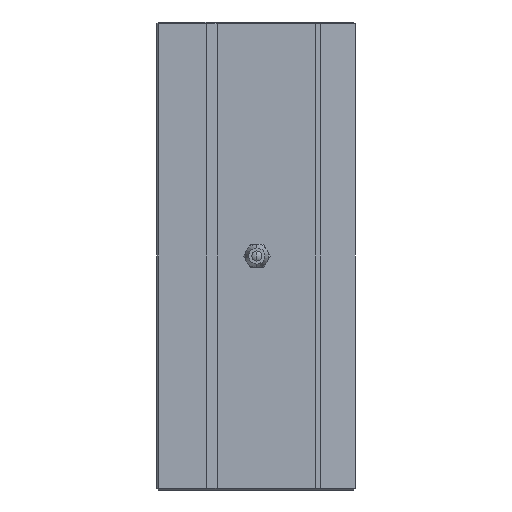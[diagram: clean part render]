
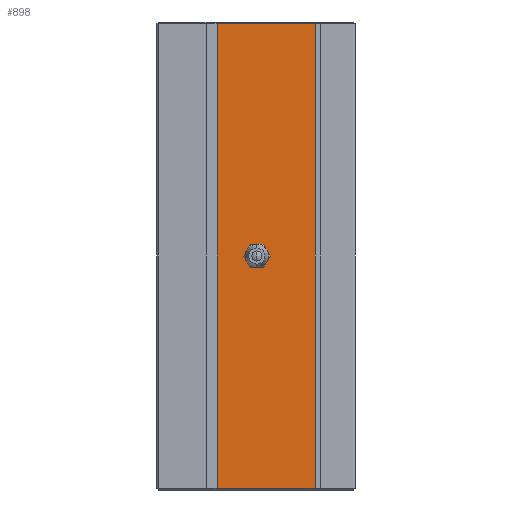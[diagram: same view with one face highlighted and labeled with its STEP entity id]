
A CAD part, left-side view. The second image highlights one B-rep face of the part: STEP entity #898.
In plain terms, the highlighted planar face has unit normal (-1, 0, 0).
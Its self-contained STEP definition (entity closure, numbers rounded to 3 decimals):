
#52 = CARTESIAN_POINT ( 'NONE',  ( -35.9, -17.5, -69.5 ) ) ;
#159 = CARTESIAN_POINT ( 'NONE',  ( -35.9, 11.9, 69.5 ) ) ;
#175 = AXIS2_PLACEMENT_3D ( 'NONE', #329, #1491, #901 ) ;
#187 = VERTEX_POINT ( 'NONE', #3555 ) ;
#295 = DIRECTION ( 'NONE',  ( 0., 0., 1. ) ) ;
#316 = DIRECTION ( 'NONE',  ( 0., 0., 1. ) ) ;
#329 = CARTESIAN_POINT ( 'NONE',  ( -35.9, 11.9, 70. ) ) ;
#446 = ORIENTED_EDGE ( 'NONE', *, *, #2490, .T. ) ;
#620 = PLANE ( 'NONE',  #175 ) ;
#675 = DIRECTION ( 'NONE',  ( 0., 0., -1. ) ) ;
#689 = CARTESIAN_POINT ( 'NONE',  ( -35.9, 11.9, 70. ) ) ;
#805 = ORIENTED_EDGE ( 'NONE', *, *, #1233, .T. ) ;
#812 = CARTESIAN_POINT ( 'NONE',  ( -35.9, 0., 0. ) ) ;
#838 = VERTEX_POINT ( 'NONE', #1450 ) ;
#898 = ADVANCED_FACE ( 'NONE', ( #1891, #3235 ), #620, .F. ) ;
#901 = DIRECTION ( 'NONE',  ( 0., 1., 0. ) ) ;
#909 = VECTOR ( 'NONE', #1433, 1000. ) ;
#926 = VERTEX_POINT ( 'NONE', #52 ) ;
#949 = DIRECTION ( 'NONE',  ( 0., 0., 1. ) ) ;
#1001 = DIRECTION ( 'NONE',  ( -1., 0., 0. ) ) ;
#1233 = EDGE_CURVE ( 'NONE', #2156, #926, #2399, .T. ) ;
#1286 = CARTESIAN_POINT ( 'NONE',  ( -35.9, 11.9, 69.5 ) ) ;
#1308 = ORIENTED_EDGE ( 'NONE', *, *, #3620, .T. ) ;
#1325 = EDGE_LOOP ( 'NONE', ( #1624, #3287 ) ) ;
#1432 = CARTESIAN_POINT ( 'NONE',  ( -35.9, 11.9, -69.5 ) ) ;
#1433 = DIRECTION ( 'NONE',  ( 0., 1., 0. ) ) ;
#1450 = CARTESIAN_POINT ( 'NONE',  ( -35.9, 0., 2.5 ) ) ;
#1491 = DIRECTION ( 'NONE',  ( 1., 0., 0. ) ) ;
#1624 = ORIENTED_EDGE ( 'NONE', *, *, #2077, .F. ) ;
#1722 = AXIS2_PLACEMENT_3D ( 'NONE', #3627, #2025, #295 ) ;
#1835 = LINE ( 'NONE', #689, #2561 ) ;
#1873 = VECTOR ( 'NONE', #316, 1000. ) ;
#1891 = FACE_BOUND ( 'NONE', #1325, .T. ) ;
#1952 = DIRECTION ( 'NONE',  ( 0., -1., 0. ) ) ;
#2025 = DIRECTION ( 'NONE',  ( -1., 0., 0. ) ) ;
#2074 = EDGE_CURVE ( 'NONE', #2171, #2156, #1835, .T. ) ;
#2077 = EDGE_CURVE ( 'NONE', #838, #3204, #3272, .T. ) ;
#2156 = VERTEX_POINT ( 'NONE', #1432 ) ;
#2171 = VERTEX_POINT ( 'NONE', #159 ) ;
#2234 = VECTOR ( 'NONE', #1952, 1000. ) ;
#2385 = CIRCLE ( 'NONE', #1722, 2.5 ) ;
#2399 = LINE ( 'NONE', #3563, #2234 ) ;
#2435 = LINE ( 'NONE', #1286, #909 ) ;
#2490 = EDGE_CURVE ( 'NONE', #187, #2171, #2435, .T. ) ;
#2561 = VECTOR ( 'NONE', #675, 1000. ) ;
#2597 = LINE ( 'NONE', #2845, #1873 ) ;
#2632 = EDGE_LOOP ( 'NONE', ( #3040, #805, #1308, #446 ) ) ;
#2845 = CARTESIAN_POINT ( 'NONE',  ( -35.9, -17.5, 70. ) ) ;
#3004 = EDGE_CURVE ( 'NONE', #3204, #838, #2385, .T. ) ;
#3040 = ORIENTED_EDGE ( 'NONE', *, *, #2074, .T. ) ;
#3138 = AXIS2_PLACEMENT_3D ( 'NONE', #812, #1001, #949 ) ;
#3204 = VERTEX_POINT ( 'NONE', #3517 ) ;
#3235 = FACE_OUTER_BOUND ( 'NONE', #2632, .T. ) ;
#3272 = CIRCLE ( 'NONE', #3138, 2.5 ) ;
#3287 = ORIENTED_EDGE ( 'NONE', *, *, #3004, .F. ) ;
#3517 = CARTESIAN_POINT ( 'NONE',  ( -35.9, 0., -2.5 ) ) ;
#3555 = CARTESIAN_POINT ( 'NONE',  ( -35.9, -17.5, 69.5 ) ) ;
#3563 = CARTESIAN_POINT ( 'NONE',  ( -35.9, -17.5, -69.5 ) ) ;
#3620 = EDGE_CURVE ( 'NONE', #926, #187, #2597, .T. ) ;
#3627 = CARTESIAN_POINT ( 'NONE',  ( -35.9, 0., 0. ) ) ;
